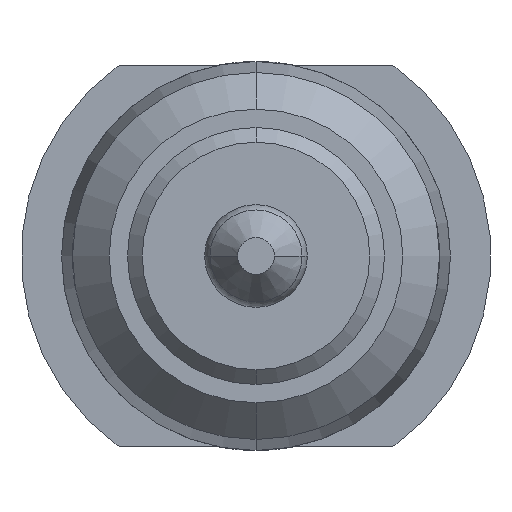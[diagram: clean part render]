
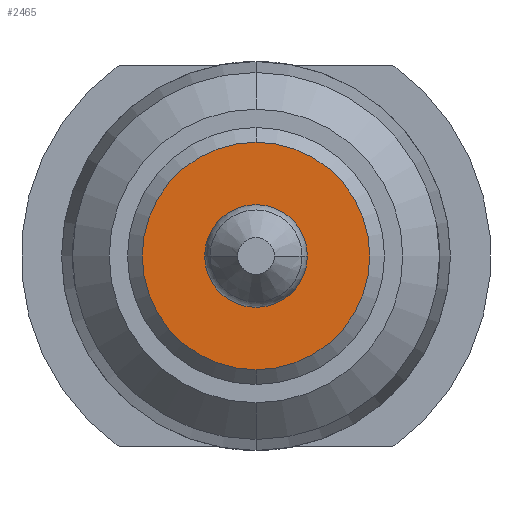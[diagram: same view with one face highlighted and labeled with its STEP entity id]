
A CAD part, front view. The second image highlights one B-rep face of the part: STEP entity #2465.
In plain terms, the highlighted planar face has unit normal (0, -1, 0).
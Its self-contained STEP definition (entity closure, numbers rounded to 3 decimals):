
#26 = CIRCLE ( 'NONE', #4693, 0.35 ) ;
#103 = CARTESIAN_POINT ( 'NONE',  ( -0.35, -29., 0. ) ) ;
#336 = DIRECTION ( 'NONE',  ( 0., -1., 0. ) ) ;
#473 = CIRCLE ( 'NONE', #1490, 0.35 ) ;
#544 = ORIENTED_EDGE ( 'NONE', *, *, #4792, .T. ) ;
#551 = EDGE_CURVE ( 'Defeature ausgef�hrt1_27+Defeature ausgef�hrt1_28+Defeature ausgef�hrt1_28+Defeature ausgef�hrt1_28', #1510, #1709, #1586, .T. ) ;
#687 = ORIENTED_EDGE ( 'NONE', *, *, #1623, .F. ) ;
#749 = EDGE_LOOP ( 'NONE', ( #544, #1337 ) ) ;
#759 = CARTESIAN_POINT ( 'NONE',  ( 0.35, -29., 0. ) ) ;
#935 = DIRECTION ( 'NONE',  ( 0., 0., 1. ) ) ;
#1067 = FACE_OUTER_BOUND ( 'NONE', #749, .T. ) ;
#1123 = VERTEX_POINT ( 'NONE', #759 ) ;
#1337 = ORIENTED_EDGE ( 'NONE', *, *, #551, .T. ) ;
#1341 = ORIENTED_EDGE ( 'NONE', *, *, #2064, .F. ) ;
#1490 = AXIS2_PLACEMENT_3D ( 'NONE', #3166, #2749, #3916 ) ;
#1510 = VERTEX_POINT ( 'NONE', #4121 ) ;
#1586 = CIRCLE ( 'NONE', #4351, 0.775 ) ;
#1623 = EDGE_CURVE ( 'Defeature ausgef�hrt1_29+Defeature ausgef�hrt1_27+Defeature ausgef�hrt1_27+Defeature ausgef�hrt1_27', #4355, #1123, #26, .T. ) ;
#1709 = VERTEX_POINT ( 'NONE', #3779 ) ;
#2064 = EDGE_CURVE ( 'Defeature ausgef�hrt1_29+Defeature ausgef�hrt1_27+Defeature ausgef�hrt1_27+Defeature ausgef�hrt1_27', #1123, #4355, #473, .T. ) ;
#2110 = DIRECTION ( 'NONE',  ( 0., 1., 0. ) ) ;
#2465 = ADVANCED_FACE ( 'Defeature ausgef�hrt1_27', ( #3592, #1067 ), #4340, .F. ) ;
#2473 = AXIS2_PLACEMENT_3D ( 'NONE', #4627, #2698, #3111 ) ;
#2576 = AXIS2_PLACEMENT_3D ( 'NONE', #3938, #2110, #935 ) ;
#2577 = CARTESIAN_POINT ( 'NONE',  ( 0., -29., 0. ) ) ;
#2684 = CARTESIAN_POINT ( 'NONE',  ( 0., -29., 0. ) ) ;
#2698 = DIRECTION ( 'NONE',  ( 0., -1., 0. ) ) ;
#2717 = DIRECTION ( 'NONE',  ( 0., -1., 0. ) ) ;
#2749 = DIRECTION ( 'NONE',  ( 0., -1., 0. ) ) ;
#2958 = DIRECTION ( 'NONE',  ( 0., 0., 1. ) ) ;
#3056 = CIRCLE ( 'NONE', #2473, 0.775 ) ;
#3111 = DIRECTION ( 'NONE',  ( 0., 0., 1. ) ) ;
#3166 = CARTESIAN_POINT ( 'NONE',  ( 0., -29., 0. ) ) ;
#3227 = EDGE_LOOP ( 'NONE', ( #687, #1341 ) ) ;
#3592 = FACE_BOUND ( 'NONE', #3227, .T. ) ;
#3779 = CARTESIAN_POINT ( 'NONE',  ( 0., -29., 0.775 ) ) ;
#3916 = DIRECTION ( 'NONE',  ( 0., 0., 1. ) ) ;
#3938 = CARTESIAN_POINT ( 'NONE',  ( 0.875, -29., 0. ) ) ;
#4121 = CARTESIAN_POINT ( 'NONE',  ( 0., -29., -0.775 ) ) ;
#4185 = DIRECTION ( 'NONE',  ( 0., 0., 1. ) ) ;
#4340 = PLANE ( 'NONE',  #2576 ) ;
#4351 = AXIS2_PLACEMENT_3D ( 'NONE', #2684, #2717, #4185 ) ;
#4355 = VERTEX_POINT ( 'NONE', #103 ) ;
#4627 = CARTESIAN_POINT ( 'NONE',  ( 0., -29., 0. ) ) ;
#4693 = AXIS2_PLACEMENT_3D ( 'NONE', #2577, #336, #2958 ) ;
#4792 = EDGE_CURVE ( 'Defeature ausgef�hrt1_27+Defeature ausgef�hrt1_28+Defeature ausgef�hrt1_28+Defeature ausgef�hrt1_28', #1709, #1510, #3056, .T. ) ;
